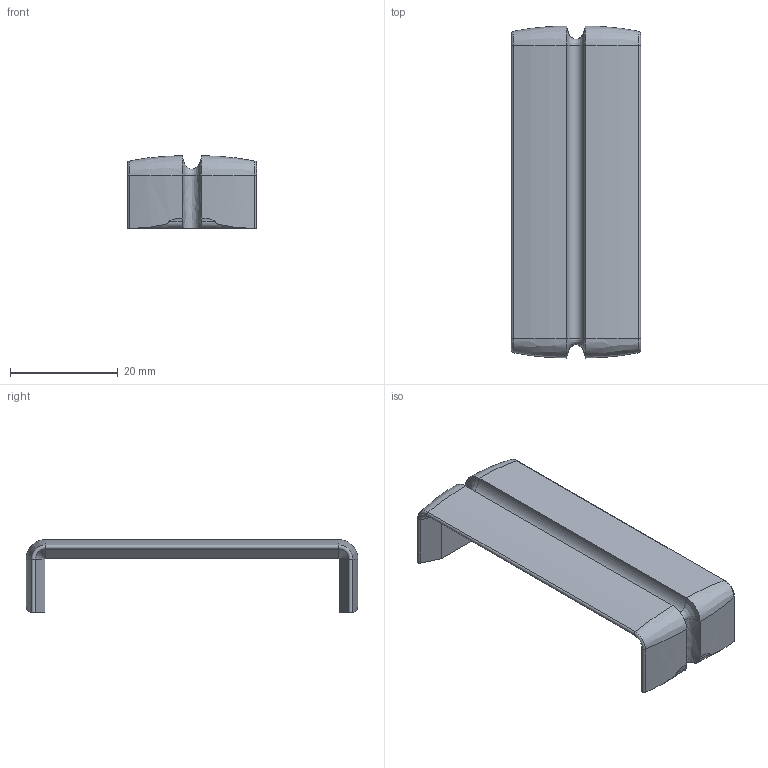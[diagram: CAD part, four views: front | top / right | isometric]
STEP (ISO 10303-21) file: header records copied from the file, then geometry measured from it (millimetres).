
FILE_DESCRIPTION(('FreeCAD Model'),'2;1');
FILE_NAME('Open CASCADE Shape Model','2023-05-21T17:08:17',(''),(''), 'Open CASCADE STEP processor 7.6','FreeCAD','Unknown');
FILE_SCHEMA(('AUTOMOTIVE_DESIGN { 1 0 10303 214 1 1 1 1 }'));
Length unit declared in the file: millimetre
Products named in the file (1): TopPart - single spring
Bounding box: 24 x 61.7 x 13.5 mm (x, y, z)
Volume: 4982.6 mm3; surface area: 4343.4 mm2
Topology: 1 solids, 1 shells, 50 faces, 112 edges, 64 vertices
Faces by surface type: cylinder 14, torus 12, plane 11, revolution 6, cone 4, extrusion 3
Entity records: 4319 total; most frequent: CARTESIAN_POINT 1987, DIRECTION 453, ORIENTED_EDGE 224, PCURVE 224, DEFINITIONAL_REPRESENTATION 224, VECTOR 223, LINE 220, EDGE_CURVE 112
